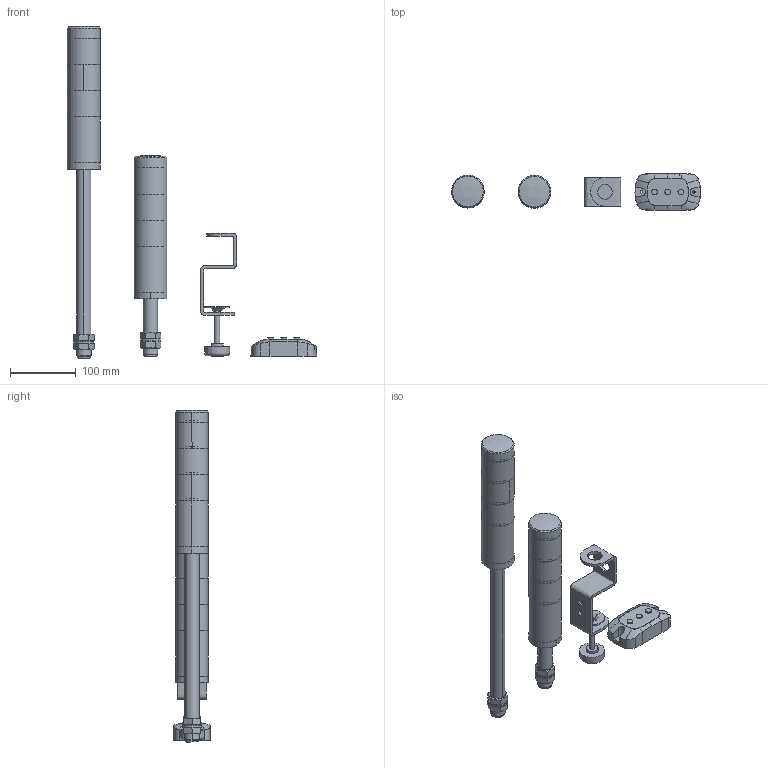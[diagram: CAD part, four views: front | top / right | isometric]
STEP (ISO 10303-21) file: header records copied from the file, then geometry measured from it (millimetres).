
FILE_DESCRIPTION (( 'STEP AP214' ), '1' );
FILE_NAME ('HSST-3M2-RYG.STEP', '2019-04-02T17:23:13', ( '' ), ( '' ), 'SwSTEP 2.0', 'SolidWorks 2018', '' );
FILE_SCHEMA (( 'AUTOMOTIVE_DESIGN' ));
Length unit declared in the file: inch
Products named in the file (5): HSST-3M2-RYG; HSST-3M2-RYG_SWITCH; HSST-3M2-RYG_SHORT-POLE; HSST-3M2-RYG_LONG-POLE; HSST-3M2-RYG_BRACKET
Assembly tree (4 placements, depth 2):
  HSST-3M2-RYG
    HSST-3M2-RYG_LONG-POLE
    HSST-3M2-RYG_SHORT-POLE
    HSST-3M2-RYG_BRACKET
    HSST-3M2-RYG_SWITCH
Bounding box: 379.8 x 56 x 506.1 mm (x, y, z)
Volume: 1101919.8 mm3; surface area: 265750.4 mm2
Topology: 26 solids, 26 shells, 413 faces, 895 edges, 581 vertices
Faces by surface type: cylinder 202, plane 141, bspline 47, cone 23
Entity records: 20839 total; most frequent: CARTESIAN_POINT 6951, DIRECTION 1928, ORIENTED_EDGE 1790, EDGE_CURVE 895, AXIS2_PLACEMENT_3D 801, VERTEX_POINT 581, EDGE_LOOP 508, CIRCLE 428
